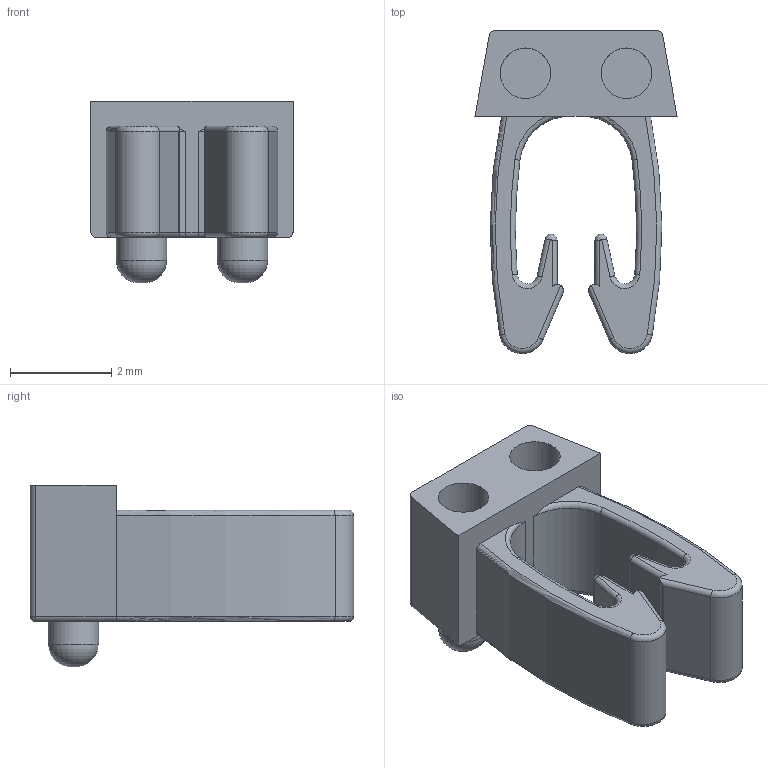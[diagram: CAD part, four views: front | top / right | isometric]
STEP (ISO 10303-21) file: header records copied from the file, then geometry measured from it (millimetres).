
FILE_DESCRIPTION(/* description */ ('Unknown'),/* implementation_level */ '2;1');
FILE_NAME(/* name */ 'ICAB-00',/* time_stamp */ '2024-11-15T09:12:11-03:00',/* author */ ('Unknown'),/* organization */ ('Unknown'),/* preprocessor_version */ 'ST-DEVELOPER v16.7',/* originating_system */ 'Solid Edge',/* authorisation */ 'Unknown');
FILE_SCHEMA (('AUTOMOTIVE_DESIGN {1 0 10303 214 3 1 1}'));
Length unit declared in the file: millimetre
Products named in the file (1): ICAB-00_Bloque
Bounding box: 4 x 6.4 x 3.6 mm (x, y, z)
Volume: 31.9 mm3; surface area: 116.6 mm2
Topology: 1 solids, 1 shells, 82 faces, 192 edges, 116 vertices
Faces by surface type: cylinder 36, torus 28, plane 18
Full cylindrical faces by diameter (mm): 1 x4
Entity records: 2366 total; most frequent: DIRECTION 442, CARTESIAN_POINT 427, ORIENTED_EDGE 372, AXIS2_PLACEMENT_3D 187, EDGE_CURVE 186, VERTEX_POINT 116, CIRCLE 102, EDGE_LOOP 92
